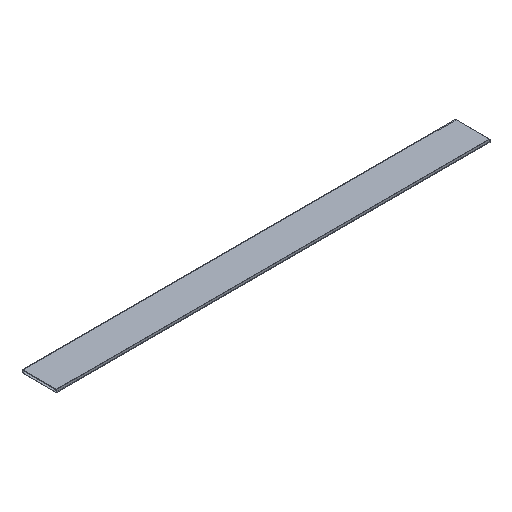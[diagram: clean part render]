
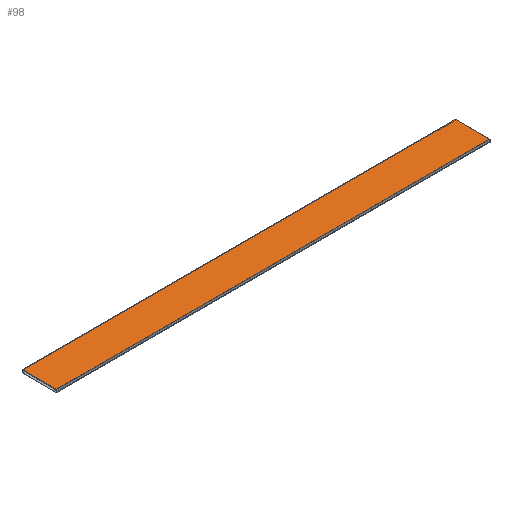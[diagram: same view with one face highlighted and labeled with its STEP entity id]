
A CAD part, isometric view. The second image highlights one B-rep face of the part: STEP entity #98.
In plain terms, the highlighted planar face has unit normal (0, 0, 1).
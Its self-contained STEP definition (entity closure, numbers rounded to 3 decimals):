
#3 = VECTOR ( 'NONE', #164, 1000. ) ;
#7 = CARTESIAN_POINT ( 'NONE',  ( -600., -47.5, 4. ) ) ;
#15 = CARTESIAN_POINT ( 'NONE',  ( 600., -47.5, 4. ) ) ;
#16 = FACE_OUTER_BOUND ( 'NONE', #196, .T. ) ;
#34 = CARTESIAN_POINT ( 'NONE',  ( 600., 47.5, 4. ) ) ;
#36 = AXIS2_PLACEMENT_3D ( 'NONE', #301, #333, #219 ) ;
#40 = EDGE_CURVE ( 'NONE', #259, #338, #108, .T. ) ;
#46 = LINE ( 'NONE', #15, #329 ) ;
#69 = ORIENTED_EDGE ( 'NONE', *, *, #87, .F. ) ;
#75 = ORIENTED_EDGE ( 'NONE', *, *, #40, .F. ) ;
#78 = EDGE_CURVE ( 'NONE', #220, #178, #276, .T. ) ;
#87 = EDGE_CURVE ( 'NONE', #338, #178, #46, .T. ) ;
#98 = ADVANCED_FACE ( 'NONE', ( #16 ), #193, .F. ) ;
#106 = VECTOR ( 'NONE', #139, 1000. ) ;
#108 = LINE ( 'NONE', #208, #174 ) ;
#139 = DIRECTION ( 'NONE',  ( -1., 0., 0. ) ) ;
#164 = DIRECTION ( 'NONE',  ( 0., -1., 0. ) ) ;
#174 = VECTOR ( 'NONE', #181, 1000. ) ;
#178 = VERTEX_POINT ( 'NONE', #7 ) ;
#181 = DIRECTION ( 'NONE',  ( 0., -1., 0. ) ) ;
#193 = PLANE ( 'NONE',  #36 ) ;
#196 = EDGE_LOOP ( 'NONE', ( #305, #69, #75, #256 ) ) ;
#208 = CARTESIAN_POINT ( 'NONE',  ( 600., 47.5, 4. ) ) ;
#219 = DIRECTION ( 'NONE',  ( -1., 0., 0. ) ) ;
#220 = VERTEX_POINT ( 'NONE', #321 ) ;
#225 = EDGE_CURVE ( 'NONE', #259, #220, #263, .T. ) ;
#239 = CARTESIAN_POINT ( 'NONE',  ( 600., 47.5, 4. ) ) ;
#246 = CARTESIAN_POINT ( 'NONE',  ( -600., 47.5, 4. ) ) ;
#256 = ORIENTED_EDGE ( 'NONE', *, *, #225, .T. ) ;
#259 = VERTEX_POINT ( 'NONE', #239 ) ;
#263 = LINE ( 'NONE', #34, #106 ) ;
#271 = CARTESIAN_POINT ( 'NONE',  ( 600., -47.5, 4. ) ) ;
#276 = LINE ( 'NONE', #246, #3 ) ;
#301 = CARTESIAN_POINT ( 'NONE',  ( 600., 47.5, 4. ) ) ;
#305 = ORIENTED_EDGE ( 'NONE', *, *, #78, .T. ) ;
#321 = CARTESIAN_POINT ( 'NONE',  ( -600., 47.5, 4. ) ) ;
#324 = DIRECTION ( 'NONE',  ( -1., 0., 0. ) ) ;
#329 = VECTOR ( 'NONE', #324, 1000. ) ;
#333 = DIRECTION ( 'NONE',  ( 0., 0., -1. ) ) ;
#338 = VERTEX_POINT ( 'NONE', #271 ) ;
